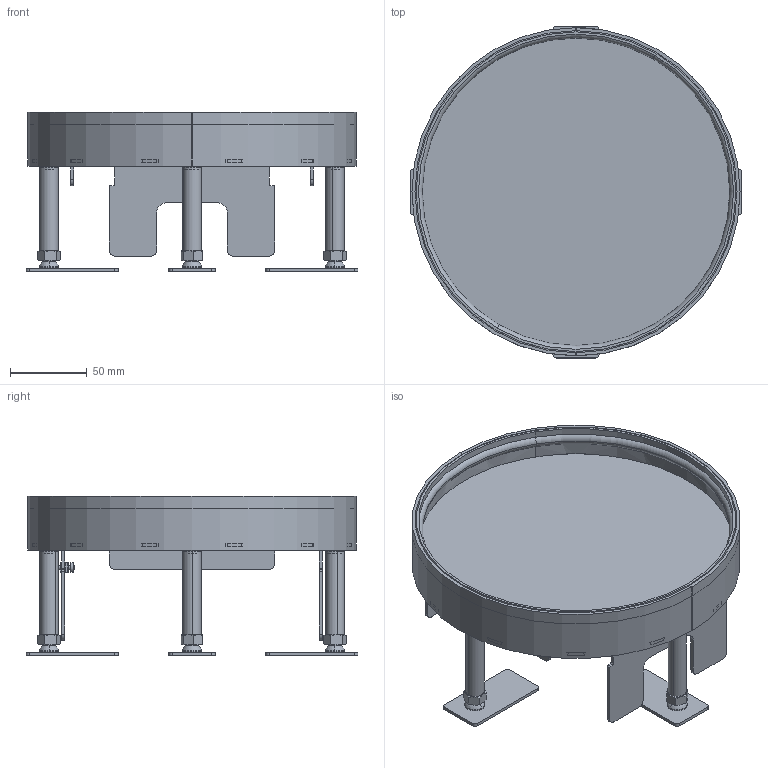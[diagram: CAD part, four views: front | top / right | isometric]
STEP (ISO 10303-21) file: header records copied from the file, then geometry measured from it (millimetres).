
FILE_DESCRIPTION((''),'2;1');
FILE_NAME('7409088_ASM','2014-06-05T',('AndreasKeweloh'),(''),'PRO/ENGINEER BY PARAMETRIC TECHNOLOGY CORPORATION, 2014000','PRO/ENGINEER BY PARAMETRIC TECHNOLOGY CORPORATION, 2014000','');
FILE_SCHEMA(('CONFIG_CONTROL_DESIGN'));
Length unit declared in the file: millimetre
Products named in the file (16): 35100012; 041219; 041819_L__70_MM; 044299_STELLFU__GERADE_ASM; 35104390; AU_ENRING_RUNDE_KASSETTE_R4_438; 42389C_BLINDNIET_GEK_RZT__EINBA; 35102009; 60101B; RUNDE_KASSETTE_R4__UNTERTEIL_39; RUNDE_KASSETTE_R4__UNTERTEIL_KO_ASM; 43834AA_SICKE_H_20_MM_RK__4_MIT; STAHLEINLAGE__NEU__RUNDE_KASSET; 42835F-4; RUNDE_KASSETTENOBERTEILE_NEU_BL_ASM; 7409088_ASM
Assembly tree (21 placements, depth 4):
  7409088_ASM
    RUNDE_KASSETTE_R4__UNTERTEIL_KO_ASM
      044299_STELLFU__GERADE_ASM  x4
        35100012
        041219
        041819_L__70_MM
      35104390
      AU_ENRING_RUNDE_KASSETTE_R4_438
      42389C_BLINDNIET_GEK_RZT__EINBA  x4
      35102009
      60101B
      RUNDE_KASSETTE_R4__UNTERTEIL_39
    RUNDE_KASSETTENOBERTEILE_NEU_BL_ASM
      43834AA_SICKE_H_20_MM_RK__4_MIT
      STAHLEINLAGE__NEU__RUNDE_KASSET
      42835F-4
Bounding box: 216.5 x 216.5 x 104.2 mm (x, y, z)
Volume: 317268.9 mm3; surface area: 267116.6 mm2
Topology: 24 solids, 24 shells, 1038 faces, 2676 edges, 1689 vertices
Faces by surface type: plane 510, cylinder 348, cone 108, torus 38, sphere 18, bspline 16
Entity records: 22412 total; most frequent: CARTESIAN_POINT 4785, DIRECTION 3729, ORIENTED_EDGE 3632, EDGE_CURVE 1816, AXIS2_PLACEMENT_3D 1345, VERTEX_POINT 1170, VECTOR 1039, LINE 1039
